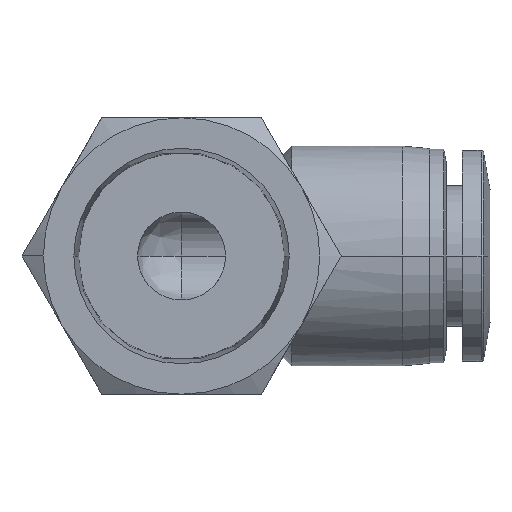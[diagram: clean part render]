
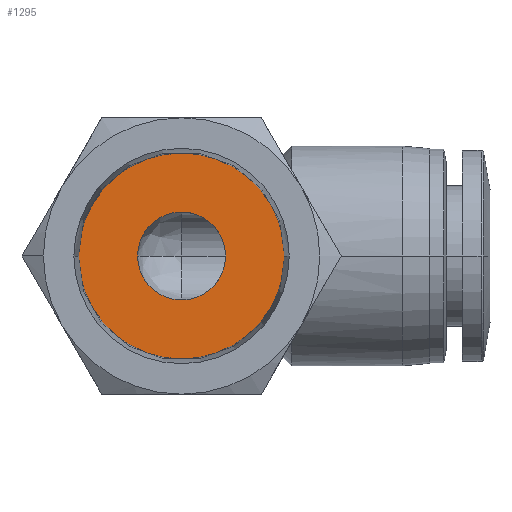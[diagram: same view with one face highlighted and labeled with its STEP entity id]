
A CAD part, front view. The second image highlights one B-rep face of the part: STEP entity #1295.
In plain terms, the highlighted planar face has unit normal (0, -1, 0).
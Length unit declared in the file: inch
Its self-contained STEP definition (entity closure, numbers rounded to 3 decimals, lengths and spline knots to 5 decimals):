
#96 = CIRCLE ( 'NONE', #2965, 0.32274 ) ;
#112 = CARTESIAN_POINT ( 'NONE',  ( -0.32274, -0.07874, 0. ) ) ;
#313 = CIRCLE ( 'NONE', #935, 0.1378 ) ;
#636 = DIRECTION ( 'NONE',  ( 0., -1., 0. ) ) ;
#688 = CARTESIAN_POINT ( 'NONE',  ( 0., -0.07874, 0. ) ) ;
#708 = ORIENTED_EDGE ( 'NONE', *, *, #4255, .T. ) ;
#820 = DIRECTION ( 'NONE',  ( 0., 1., 0. ) ) ;
#883 = CARTESIAN_POINT ( 'NONE',  ( 0.32274, -0.07874, 0. ) ) ;
#935 = AXIS2_PLACEMENT_3D ( 'NONE', #688, #3012, #1045 ) ;
#1045 = DIRECTION ( 'NONE',  ( 1., 0., 0. ) ) ;
#1092 = CIRCLE ( 'NONE', #3867, 0.1378 ) ;
#1174 = DIRECTION ( 'NONE',  ( 0., -1., 0. ) ) ;
#1295 = ADVANCED_FACE ( 'NONE', ( #3845, #1378 ), #2497, .F. ) ;
#1362 = ORIENTED_EDGE ( 'NONE', *, *, #4236, .F. ) ;
#1378 = FACE_OUTER_BOUND ( 'NONE', #2017, .T. ) ;
#1910 = CARTESIAN_POINT ( 'NONE',  ( -0.1378, -0.07874, 0. ) ) ;
#2017 = EDGE_LOOP ( 'NONE', ( #2950, #708 ) ) ;
#2018 = CIRCLE ( 'NONE', #4075, 0.32274 ) ;
#2019 = DIRECTION ( 'NONE',  ( 0., -1., 0. ) ) ;
#2287 = VERTEX_POINT ( 'NONE', #883 ) ;
#2497 = PLANE ( 'NONE',  #3710 ) ;
#2503 = VERTEX_POINT ( 'NONE', #4197 ) ;
#2571 = EDGE_CURVE ( 'NONE', #3425, #2503, #313, .T. ) ;
#2655 = CARTESIAN_POINT ( 'NONE',  ( 0., -0.07874, 0. ) ) ;
#2813 = CARTESIAN_POINT ( 'NONE',  ( -0.23027, -0.07874, 0. ) ) ;
#2950 = ORIENTED_EDGE ( 'NONE', *, *, #3996, .T. ) ;
#2964 = DIRECTION ( 'NONE',  ( 1., 0., 0. ) ) ;
#2965 = AXIS2_PLACEMENT_3D ( 'NONE', #3118, #1174, #3443 ) ;
#3012 = DIRECTION ( 'NONE',  ( 0., -1., 0. ) ) ;
#3118 = CARTESIAN_POINT ( 'NONE',  ( 0., -0.07874, 0. ) ) ;
#3121 = DIRECTION ( 'NONE',  ( 0., 0., 1. ) ) ;
#3303 = EDGE_LOOP ( 'NONE', ( #1362, #3905 ) ) ;
#3425 = VERTEX_POINT ( 'NONE', #1910 ) ;
#3443 = DIRECTION ( 'NONE',  ( 1., 0., 0. ) ) ;
#3710 = AXIS2_PLACEMENT_3D ( 'NONE', #2813, #820, #3121 ) ;
#3845 = FACE_BOUND ( 'NONE', #3303, .T. ) ;
#3867 = AXIS2_PLACEMENT_3D ( 'NONE', #3901, #2019, #4222 ) ;
#3901 = CARTESIAN_POINT ( 'NONE',  ( 0., -0.07874, 0. ) ) ;
#3905 = ORIENTED_EDGE ( 'NONE', *, *, #2571, .F. ) ;
#3996 = EDGE_CURVE ( 'NONE', #2287, #4021, #96, .T. ) ;
#4021 = VERTEX_POINT ( 'NONE', #112 ) ;
#4075 = AXIS2_PLACEMENT_3D ( 'NONE', #2655, #636, #2964 ) ;
#4197 = CARTESIAN_POINT ( 'NONE',  ( 0.1378, -0.07874, 0. ) ) ;
#4222 = DIRECTION ( 'NONE',  ( 1., 0., 0. ) ) ;
#4236 = EDGE_CURVE ( 'NONE', #2503, #3425, #1092, .T. ) ;
#4255 = EDGE_CURVE ( 'NONE', #4021, #2287, #2018, .T. ) ;
